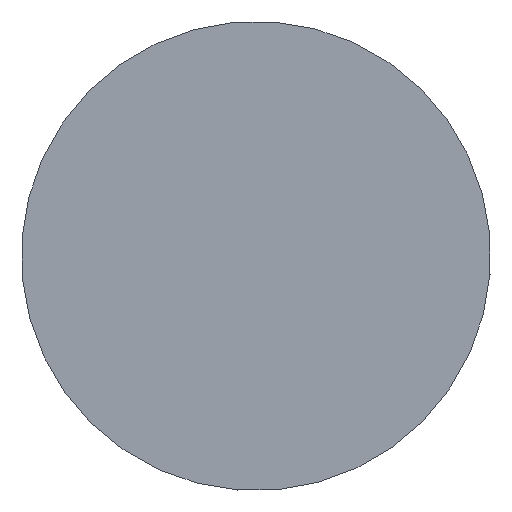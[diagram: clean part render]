
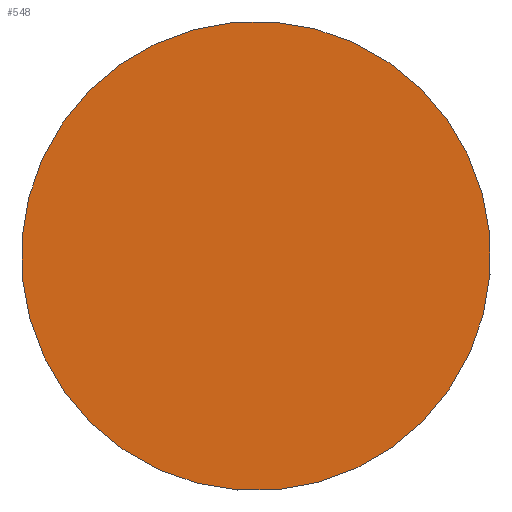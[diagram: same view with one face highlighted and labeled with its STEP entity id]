
A CAD part, front view. The second image highlights one B-rep face of the part: STEP entity #548.
In plain terms, the highlighted planar face has unit normal (0, -1, 0).
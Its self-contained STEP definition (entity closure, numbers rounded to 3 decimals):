
#142=FACE_OUTER_BOUND('',#179,.T.);
#179=EDGE_LOOP('',(#428,#429));
#227=CIRCLE('',#629,25.);
#228=CIRCLE('',#630,25.);
#264=VERTEX_POINT('',#896);
#265=VERTEX_POINT('',#897);
#321=EDGE_CURVE('',#264,#265,#227,.T.);
#322=EDGE_CURVE('',#265,#264,#228,.T.);
#428=ORIENTED_EDGE('',*,*,#321,.T.);
#429=ORIENTED_EDGE('',*,*,#322,.T.);
#528=PLANE('',#631);
#548=ADVANCED_FACE('',(#142),#528,.T.);
#629=AXIS2_PLACEMENT_3D('',#898,#746,#747);
#630=AXIS2_PLACEMENT_3D('',#899,#748,#749);
#631=AXIS2_PLACEMENT_3D('',#901,#751,#752);
#746=DIRECTION('center_axis',(0.,-1.,0.));
#747=DIRECTION('ref_axis',(0.995,0.,0.096));
#748=DIRECTION('center_axis',(0.,-1.,0.));
#749=DIRECTION('ref_axis',(0.995,0.,0.096));
#751=DIRECTION('center_axis',(0.,-1.,0.));
#752=DIRECTION('ref_axis',(0.096,0.,-0.995));
#896=CARTESIAN_POINT('',(24.886,-19.798,2.389));
#897=CARTESIAN_POINT('',(-24.886,-19.798,-2.389));
#898=CARTESIAN_POINT('Origin',(0.,-19.798,0.));
#899=CARTESIAN_POINT('Origin',(0.,-19.798,0.));
#901=CARTESIAN_POINT('Origin',(12.443,-19.798,1.194));
